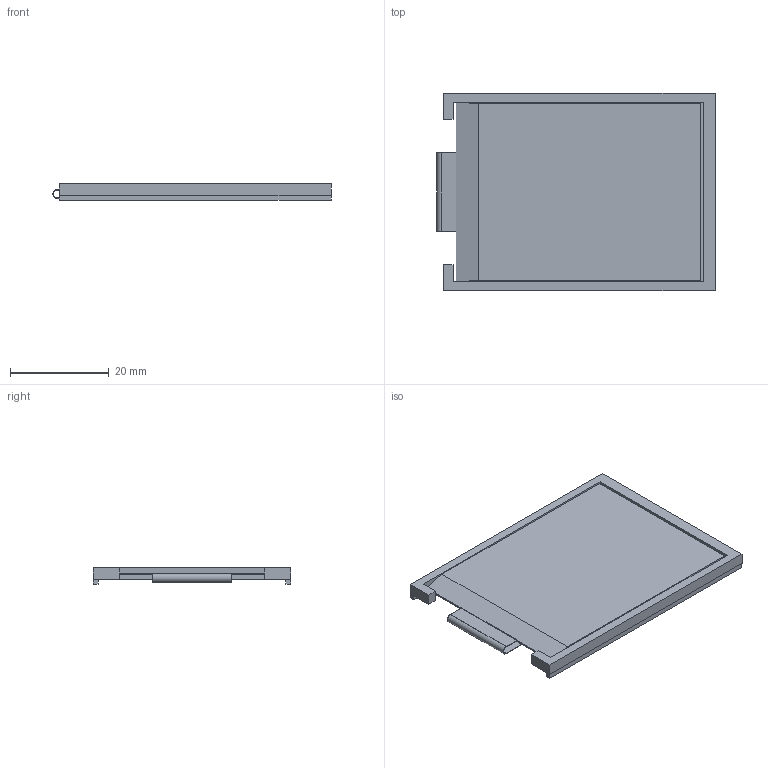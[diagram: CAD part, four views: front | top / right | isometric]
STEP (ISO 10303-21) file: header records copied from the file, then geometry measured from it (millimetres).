
FILE_DESCRIPTION (( 'STEP AP214' ), '1' );
FILE_NAME ('User Library-TM022HDH26.STEP', '2021-11-10T09:47:09', ( '' ), ( '' ), 'SwSTEP 2.0', 'SolidWorks 2021', '' );
FILE_SCHEMA (( 'AUTOMOTIVE_DESIGN' ));
Length unit declared in the file: millimetre
Products named in the file (5): Fusion001; Pad004; User Library-TM022HDH26; Pad005; Fusion
Assembly tree (4 placements, depth 2):
  User Library-TM022HDH26
    Fusion001
    Fusion
    Pad005
    Pad004
Bounding box: 56.5 x 40.1 x 3.35 mm (x, y, z)
Volume: 4971.3 mm3; surface area: 9759.9 mm2
Topology: 5 solids, 5 shells, 45 faces, 105 edges, 70 vertices
Faces by surface type: plane 43, cylinder 2
Entity records: 1789 total; most frequent: CARTESIAN_POINT 227, DIRECTION 213, ORIENTED_EDGE 210, EDGE_CURVE 105, LINE 101, VECTOR 101, VERTEX_POINT 70, AXIS2_PLACEMENT_3D 56
